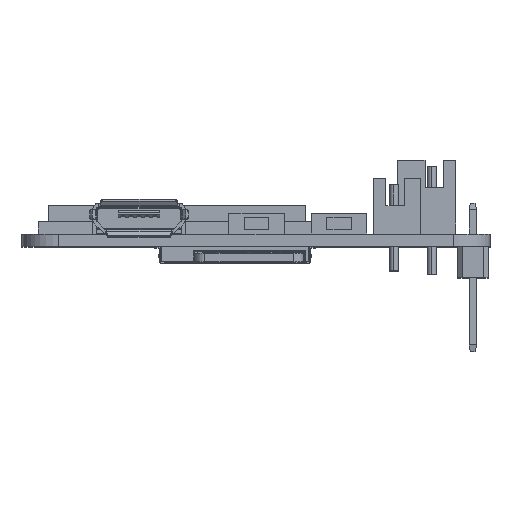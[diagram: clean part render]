
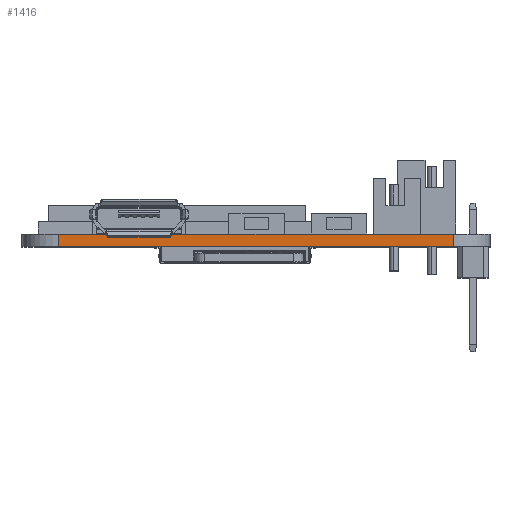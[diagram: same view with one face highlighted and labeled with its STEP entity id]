
A CAD part, top view. The second image highlights one B-rep face of the part: STEP entity #1416.
In plain terms, the highlighted planar face has unit normal (0, 0, 1).
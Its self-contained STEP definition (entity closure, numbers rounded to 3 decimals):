
#233=DIRECTION('',(1.,0.,0.));
#234=VECTOR('',#233,32.);
#235=CARTESIAN_POINT('',(3.,0.,0.));
#236=LINE('',#235,#234);
#514=DIRECTION('',(1.,0.,0.));
#515=VECTOR('',#514,32.);
#516=CARTESIAN_POINT('',(3.,1.,0.));
#517=LINE('',#516,#515);
#726=DIRECTION('',(0.,-1.,0.));
#727=VECTOR('',#726,1.);
#728=CARTESIAN_POINT('',(35.,1.,0.));
#729=LINE('',#728,#727);
#733=DIRECTION('',(0.,-1.,0.));
#734=VECTOR('',#733,1.);
#735=CARTESIAN_POINT('',(3.,1.,0.));
#736=LINE('',#735,#734);
#867=CARTESIAN_POINT('',(35.,0.,0.));
#869=VERTEX_POINT('',#867);
#870=CARTESIAN_POINT('',(35.,1.,0.));
#871=VERTEX_POINT('',#870);
#874=CARTESIAN_POINT('',(3.,0.,0.));
#876=VERTEX_POINT('',#874);
#880=CARTESIAN_POINT('',(3.,1.,0.));
#881=VERTEX_POINT('',#880);
#1404=CARTESIAN_POINT('',(0.,0.,0.));
#1405=DIRECTION('',(0.,0.,1.));
#1406=DIRECTION('',(1.,0.,0.));
#1407=AXIS2_PLACEMENT_3D('',#1404,#1405,#1406);
#1408=PLANE('',#1407);
#1409=ORIENTED_EDGE('',*,*,#1397,.T.);
#1410=ORIENTED_EDGE('',*,*,#949,.F.);
#1412=ORIENTED_EDGE('',*,*,#1411,.F.);
#1413=ORIENTED_EDGE('',*,*,#1077,.T.);
#1414=EDGE_LOOP('',(#1409,#1410,#1412,#1413));
#1415=FACE_OUTER_BOUND('',#1414,.F.);
#949=EDGE_CURVE('',#876,#869,#236,.T.);
#1077=EDGE_CURVE('',#881,#871,#517,.T.);
#1397=EDGE_CURVE('',#871,#869,#729,.T.);
#1411=EDGE_CURVE('',#881,#876,#736,.T.);
#1416=ADVANCED_FACE('',(#1415),#1408,.T.);
